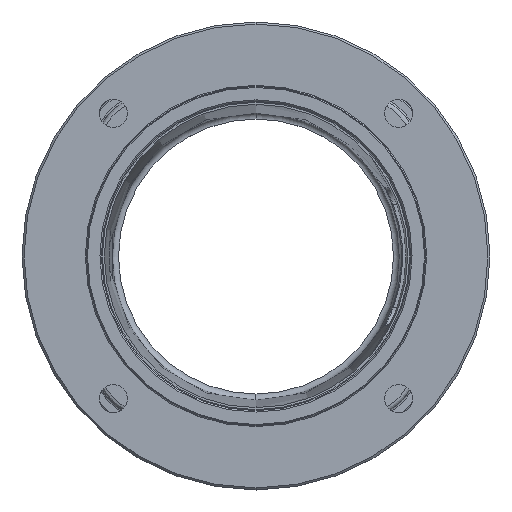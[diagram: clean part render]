
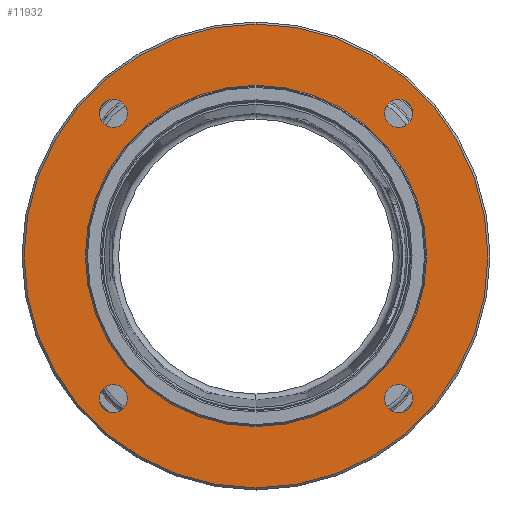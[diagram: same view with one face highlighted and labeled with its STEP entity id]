
A CAD part, top view. The second image highlights one B-rep face of the part: STEP entity #11932.
In plain terms, the highlighted planar face has unit normal (0, 0, 1).
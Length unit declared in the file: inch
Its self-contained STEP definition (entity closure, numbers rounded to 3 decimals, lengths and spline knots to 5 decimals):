
#12=CARTESIAN_POINT('',(0.,0.,-0.1825));
#13=DIRECTION('',(0.,0.,1.));
#14=DIRECTION('',(0.,1.,0.));
#15=AXIS2_PLACEMENT_3D('',#12,#13,#14);
#21=CARTESIAN_POINT('',(0.,0.,-0.1825));
#22=DIRECTION('',(0.,0.,-1.));
#23=DIRECTION('',(0.,1.,0.));
#24=AXIS2_PLACEMENT_3D('',#21,#22,#23);
#634=CARTESIAN_POINT('',(0.,0.,-0.1825));
#635=DIRECTION('',(0.,0.,1.));
#636=DIRECTION('',(0.,1.,0.));
#637=AXIS2_PLACEMENT_3D('',#634,#635,#636);
#639=CARTESIAN_POINT('',(0.,0.,-0.1825));
#640=DIRECTION('',(0.,0.,-1.));
#641=DIRECTION('',(0.,1.,0.));
#642=AXIS2_PLACEMENT_3D('',#639,#640,#641);
#644=CARTESIAN_POINT('',(-2.07713,2.07713,-0.1825));
#645=DIRECTION('',(0.,0.,-1.));
#646=DIRECTION('',(-0.707,0.707,0.));
#647=AXIS2_PLACEMENT_3D('',#644,#645,#646);
#654=CARTESIAN_POINT('',(-2.07713,2.07713,-0.1825));
#655=DIRECTION('',(0.,0.,-1.));
#656=DIRECTION('',(0.707,-0.707,0.));
#657=AXIS2_PLACEMENT_3D('',#654,#655,#656);
#680=CARTESIAN_POINT('',(-2.07713,-2.07713,-0.1825));
#681=DIRECTION('',(0.,0.,-1.));
#682=DIRECTION('',(-0.707,-0.707,0.));
#683=AXIS2_PLACEMENT_3D('',#680,#681,#682);
#690=CARTESIAN_POINT('',(-2.07713,-2.07713,-0.1825));
#691=DIRECTION('',(0.,0.,-1.));
#692=DIRECTION('',(0.707,0.707,0.));
#693=AXIS2_PLACEMENT_3D('',#690,#691,#692);
#716=CARTESIAN_POINT('',(2.07713,-2.07713,-0.1825));
#717=DIRECTION('',(0.,0.,-1.));
#718=DIRECTION('',(0.707,-0.707,0.));
#719=AXIS2_PLACEMENT_3D('',#716,#717,#718);
#726=CARTESIAN_POINT('',(2.07713,-2.07713,-0.1825));
#727=DIRECTION('',(0.,0.,-1.));
#728=DIRECTION('',(-0.707,0.707,0.));
#729=AXIS2_PLACEMENT_3D('',#726,#727,#728);
#752=CARTESIAN_POINT('',(2.07713,2.07713,-0.1825));
#753=DIRECTION('',(0.,0.,-1.));
#754=DIRECTION('',(0.707,0.707,0.));
#755=AXIS2_PLACEMENT_3D('',#752,#753,#754);
#762=CARTESIAN_POINT('',(2.07713,2.07713,-0.1825));
#763=DIRECTION('',(0.,0.,-1.));
#764=DIRECTION('',(-0.707,-0.707,0.));
#765=AXIS2_PLACEMENT_3D('',#762,#763,#764);
#10795=CARTESIAN_POINT('',(0.,3.375,-0.1825));
#10796=CARTESIAN_POINT('',(0.,-3.375,-0.1825));
#10797=VERTEX_POINT('',#10795);
#10798=VERTEX_POINT('',#10796);
#10803=CARTESIAN_POINT('',(-2.22208,2.22208,-0.1825));
#10804=CARTESIAN_POINT('',(-1.93217,1.93217,-0.1825));
#10805=VERTEX_POINT('',#10803);
#10806=VERTEX_POINT('',#10804);
#10807=CARTESIAN_POINT('',(-2.22208,-2.22208,-0.1825));
#10808=CARTESIAN_POINT('',(-1.93217,-1.93217,-0.1825));
#10809=VERTEX_POINT('',#10807);
#10810=VERTEX_POINT('',#10808);
#10811=CARTESIAN_POINT('',(2.22208,-2.22208,-0.1825));
#10812=CARTESIAN_POINT('',(1.93217,-1.93217,-0.1825));
#10813=VERTEX_POINT('',#10811);
#10814=VERTEX_POINT('',#10812);
#10815=CARTESIAN_POINT('',(2.22208,2.22208,-0.1825));
#10816=CARTESIAN_POINT('',(1.93217,1.93217,-0.1825));
#10817=VERTEX_POINT('',#10815);
#10818=VERTEX_POINT('',#10816);
#10819=CARTESIAN_POINT('',(0.,2.483,-0.1825));
#10820=VERTEX_POINT('',#10819);
#10821=CARTESIAN_POINT('',(0.,-2.483,-0.1825));
#10822=VERTEX_POINT('',#10821);
#11895=CARTESIAN_POINT('',(0.,0.,-0.1825));
#11896=DIRECTION('',(0.,0.,1.));
#11897=DIRECTION('',(0.,1.,0.));
#11898=AXIS2_PLACEMENT_3D('',#11895,#11896,#11897);
#11899=PLANE('',#11898);
#11900=ORIENTED_EDGE('',*,*,#10946,.T.);
#11901=ORIENTED_EDGE('',*,*,#10931,.F.);
#11902=EDGE_LOOP('',(#11900,#11901));
#11903=FACE_OUTER_BOUND('',#11902,.F.);
#11904=ORIENTED_EDGE('',*,*,#11877,.T.);
#11905=ORIENTED_EDGE('',*,*,#11888,.F.);
#11906=EDGE_LOOP('',(#11904,#11905));
#11907=FACE_BOUND('',#11906,.F.);
#11909=ORIENTED_EDGE('',*,*,#11908,.F.);
#11911=ORIENTED_EDGE('',*,*,#11910,.F.);
#11912=EDGE_LOOP('',(#11909,#11911));
#11913=FACE_BOUND('',#11912,.F.);
#11915=ORIENTED_EDGE('',*,*,#11914,.F.);
#11917=ORIENTED_EDGE('',*,*,#11916,.F.);
#11918=EDGE_LOOP('',(#11915,#11917));
#11919=FACE_BOUND('',#11918,.F.);
#11921=ORIENTED_EDGE('',*,*,#11920,.F.);
#11923=ORIENTED_EDGE('',*,*,#11922,.F.);
#11924=EDGE_LOOP('',(#11921,#11923));
#11925=FACE_BOUND('',#11924,.F.);
#11927=ORIENTED_EDGE('',*,*,#11926,.F.);
#11929=ORIENTED_EDGE('',*,*,#11928,.F.);
#11930=EDGE_LOOP('',(#11927,#11929));
#11931=FACE_BOUND('',#11930,.F.);
#11932=ADVANCED_FACE('',(#11903,#11907,#11913,#11919,#11925,#11931),#11899,.T.);
#16=CIRCLE('',#15,3.375);
#25=CIRCLE('',#24,3.375);
#638=CIRCLE('',#637,2.483);
#643=CIRCLE('',#642,2.483);
#648=CIRCLE('',#647,0.205);
#658=CIRCLE('',#657,0.205);
#684=CIRCLE('',#683,0.205);
#694=CIRCLE('',#693,0.205);
#720=CIRCLE('',#719,0.205);
#730=CIRCLE('',#729,0.205);
#756=CIRCLE('',#755,0.205);
#766=CIRCLE('',#765,0.205);
#10931=EDGE_CURVE('',#10797,#10798,#16,.T.);
#10946=EDGE_CURVE('',#10797,#10798,#25,.T.);
#11877=EDGE_CURVE('',#10820,#10822,#638,.T.);
#11888=EDGE_CURVE('',#10820,#10822,#643,.T.);
#11908=EDGE_CURVE('',#10805,#10806,#648,.T.);
#11910=EDGE_CURVE('',#10806,#10805,#658,.T.);
#11914=EDGE_CURVE('',#10809,#10810,#684,.T.);
#11916=EDGE_CURVE('',#10810,#10809,#694,.T.);
#11920=EDGE_CURVE('',#10813,#10814,#720,.T.);
#11922=EDGE_CURVE('',#10814,#10813,#730,.T.);
#11926=EDGE_CURVE('',#10817,#10818,#756,.T.);
#11928=EDGE_CURVE('',#10818,#10817,#766,.T.);
